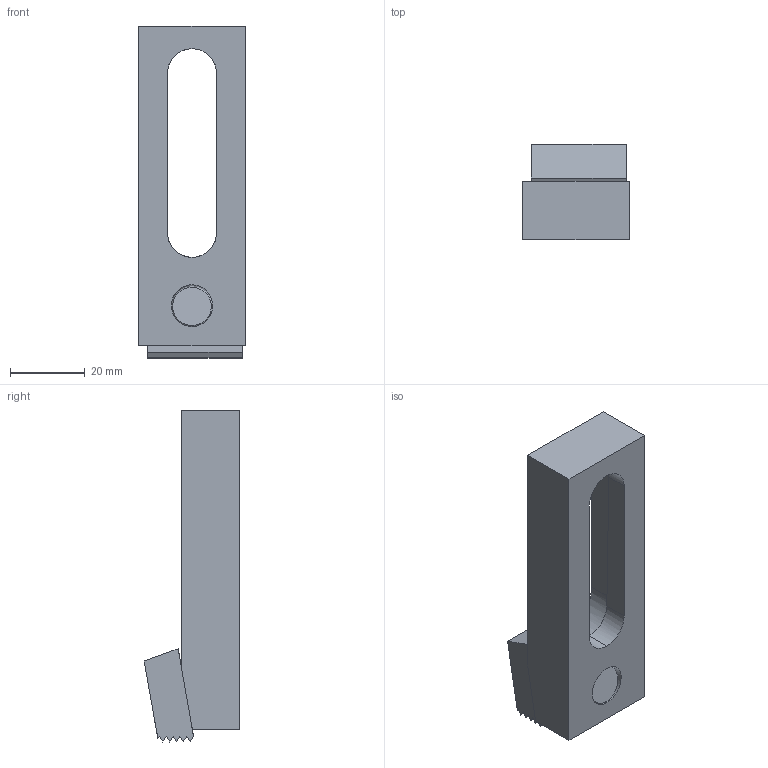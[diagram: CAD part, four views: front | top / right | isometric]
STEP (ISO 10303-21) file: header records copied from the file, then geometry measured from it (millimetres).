
FILE_DESCRIPTION (( 'STEP AP214' ), '1' );
FILE_NAME ('SW3dPS-53155.step', '2010-05-06T02:39:40', ( 'SysAdmin' ), ( 'SolidWorks' ), 'SwSTEP 2.0', 'SolidWorks 2010', '' );
FILE_SCHEMA (( 'AUTOMOTIVE_DESIGN' ));
Length unit declared in the file: millimetre
Products named in the file (4): SW3dPS-53155_123155; SW3dPS-53155; SW3dPS-53155_1000; SW3dPS-53155_10373
Assembly tree (3 placements, depth 2):
  SW3dPS-53155
    SW3dPS-53155_10373
    SW3dPS-53155_1000
    SW3dPS-53155_123155
Bounding box: 28.57 x 25.63 x 88.96 mm (x, y, z)
Volume: 27423.3 mm3; surface area: 13363.5 mm2
Topology: 3 solids, 3 shells, 66 faces, 161 edges, 103 vertices
Faces by surface type: plane 44, cylinder 16, cone 4, sphere 2
Entity records: 2160 total; most frequent: CARTESIAN_POINT 455, DIRECTION 325, ORIENTED_EDGE 318, EDGE_CURVE 159, VECTOR 113, LINE 113, AXIS2_PLACEMENT_3D 106, VERTEX_POINT 103
